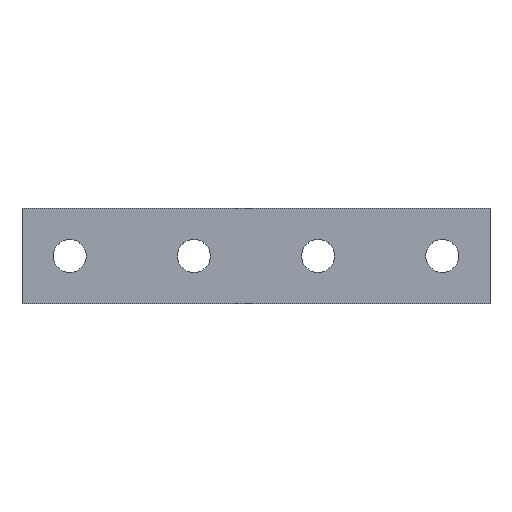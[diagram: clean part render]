
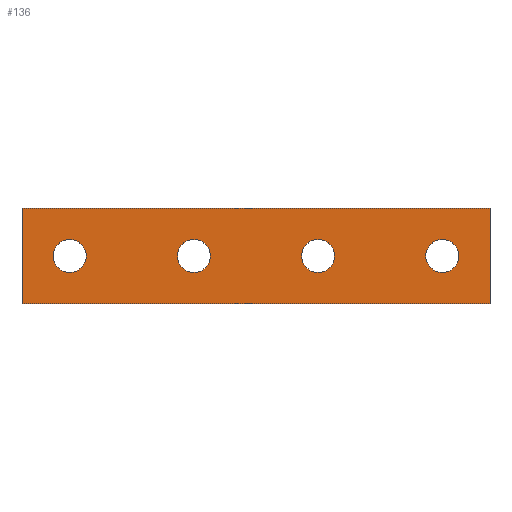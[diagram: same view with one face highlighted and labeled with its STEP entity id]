
A CAD part, top view. The second image highlights one B-rep face of the part: STEP entity #136.
In plain terms, the highlighted planar face has unit normal (0, 0, 1).
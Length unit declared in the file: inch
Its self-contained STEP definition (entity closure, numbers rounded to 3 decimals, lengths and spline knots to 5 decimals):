
#136=ADVANCED_FACE('',(#263,#264,#265,#266,#267),#268,.T.);
#263=FACE_BOUND('',#549,.T.);
#264=FACE_BOUND('',#550,.T.);
#265=FACE_BOUND('',#551,.T.);
#266=FACE_BOUND('',#552,.T.);
#267=FACE_OUTER_BOUND('',#553,.T.);
#268=PLANE('',#554);
#549=EDGE_LOOP('',(#764,#765,#766,#767));
#550=EDGE_LOOP('',(#768,#769,#770,#771));
#551=EDGE_LOOP('',(#772,#773,#774,#775));
#552=EDGE_LOOP('',(#776,#777,#778,#779));
#553=EDGE_LOOP('',(#780,#781,#782,#783));
#554=AXIS2_PLACEMENT_3D('',#784,#785,#786);
#764=ORIENTED_EDGE('',*,*,#863,.F.);
#765=ORIENTED_EDGE('',*,*,#881,.F.);
#766=ORIENTED_EDGE('',*,*,#855,.F.);
#767=ORIENTED_EDGE('',*,*,#879,.F.);
#768=ORIENTED_EDGE('',*,*,#814,.F.);
#769=ORIENTED_EDGE('',*,*,#883,.F.);
#770=ORIENTED_EDGE('',*,*,#886,.F.);
#771=ORIENTED_EDGE('',*,*,#887,.F.);
#772=ORIENTED_EDGE('',*,*,#837,.F.);
#773=ORIENTED_EDGE('',*,*,#819,.F.);
#774=ORIENTED_EDGE('',*,*,#834,.F.);
#775=ORIENTED_EDGE('',*,*,#824,.F.);
#776=ORIENTED_EDGE('',*,*,#829,.F.);
#777=ORIENTED_EDGE('',*,*,#877,.F.);
#778=ORIENTED_EDGE('',*,*,#859,.F.);
#779=ORIENTED_EDGE('',*,*,#888,.F.);
#780=ORIENTED_EDGE('',*,*,#874,.F.);
#781=ORIENTED_EDGE('',*,*,#867,.F.);
#782=ORIENTED_EDGE('',*,*,#871,.F.);
#783=ORIENTED_EDGE('',*,*,#889,.F.);
#784=CARTESIAN_POINT('',(2.,0.40625,0.125));
#785=DIRECTION('',(0.0,0.0,1.0));
#786=DIRECTION('',(1.0,0.0,0.0));
#814=EDGE_CURVE('',#897,#898,#899,.T.);
#819=EDGE_CURVE('',#906,#907,#908,.T.);
#824=EDGE_CURVE('',#915,#916,#917,.T.);
#829=EDGE_CURVE('',#924,#925,#926,.T.);
#834=EDGE_CURVE('',#916,#906,#933,.T.);
#837=EDGE_CURVE('',#907,#915,#936,.T.);
#855=EDGE_CURVE('',#966,#967,#968,.T.);
#859=EDGE_CURVE('',#972,#973,#974,.T.);
#863=EDGE_CURVE('',#978,#979,#980,.T.);
#867=EDGE_CURVE('',#984,#985,#986,.T.);
#871=EDGE_CURVE('',#990,#984,#991,.T.);
#874=EDGE_CURVE('',#985,#994,#995,.T.);
#877=EDGE_CURVE('',#973,#924,#998,.T.);
#879=EDGE_CURVE('',#979,#966,#1000,.T.);
#881=EDGE_CURVE('',#967,#978,#1002,.T.);
#883=EDGE_CURVE('',#1004,#897,#1005,.T.);
#886=EDGE_CURVE('',#1008,#1004,#1009,.T.);
#887=EDGE_CURVE('',#898,#1008,#1010,.T.);
#888=EDGE_CURVE('',#925,#972,#1011,.T.);
#889=EDGE_CURVE('',#994,#990,#1012,.T.);
#897=VERTEX_POINT('',#1020);
#898=VERTEX_POINT('',#1021);
#899=B_SPLINE_CURVE_WITH_KNOTS('',3,(#1022,#1023,#1024,#1025),.UNSPECIFIED.,.F.,.F.,(4,4),(0.0,1.0),.UNSPECIFIED.);
#906=VERTEX_POINT('',#1037);
#907=VERTEX_POINT('',#1038);
#908=B_SPLINE_CURVE_WITH_KNOTS('',3,(#1039,#1040,#1041,#1042),.UNSPECIFIED.,.F.,.F.,(4,4),(0.0,1.0),.UNSPECIFIED.);
#915=VERTEX_POINT('',#1054);
#916=VERTEX_POINT('',#1055);
#917=B_SPLINE_CURVE_WITH_KNOTS('',3,(#1056,#1057,#1058,#1059),.UNSPECIFIED.,.F.,.F.,(4,4),(0.0,1.0),.UNSPECIFIED.);
#924=VERTEX_POINT('',#1071);
#925=VERTEX_POINT('',#1072);
#926=B_SPLINE_CURVE_WITH_KNOTS('',3,(#1073,#1074,#1075,#1076),.UNSPECIFIED.,.F.,.F.,(4,4),(0.0,1.0),.UNSPECIFIED.);
#933=B_SPLINE_CURVE_WITH_KNOTS('',3,(#1088,#1089,#1090,#1091),.UNSPECIFIED.,.F.,.F.,(4,4),(0.0,1.0),.UNSPECIFIED.);
#936=B_SPLINE_CURVE_WITH_KNOTS('',3,(#1097,#1098,#1099,#1100),.UNSPECIFIED.,.F.,.F.,(4,4),(0.0,1.0),.UNSPECIFIED.);
#966=VERTEX_POINT('',#1167);
#967=VERTEX_POINT('',#1168);
#968=B_SPLINE_CURVE_WITH_KNOTS('',3,(#1169,#1170,#1171,#1172),.UNSPECIFIED.,.F.,.F.,(4,4),(0.0,1.0),.UNSPECIFIED.);
#972=VERTEX_POINT('',#1178);
#973=VERTEX_POINT('',#1179);
#974=B_SPLINE_CURVE_WITH_KNOTS('',3,(#1180,#1181,#1182,#1183),.UNSPECIFIED.,.F.,.F.,(4,4),(0.0,1.0),.UNSPECIFIED.);
#978=VERTEX_POINT('',#1189);
#979=VERTEX_POINT('',#1190);
#980=B_SPLINE_CURVE_WITH_KNOTS('',3,(#1191,#1192,#1193,#1194),.UNSPECIFIED.,.F.,.F.,(4,4),(0.0,1.0),.UNSPECIFIED.);
#984=VERTEX_POINT('',#1200);
#985=VERTEX_POINT('',#1201);
#986=LINE('',#1202,#1203);
#990=VERTEX_POINT('',#1209);
#991=LINE('',#1210,#1211);
#994=VERTEX_POINT('',#1215);
#995=LINE('',#1216,#1217);
#998=B_SPLINE_CURVE_WITH_KNOTS('',3,(#1221,#1222,#1223,#1224),.UNSPECIFIED.,.F.,.F.,(4,4),(0.0,1.0),.UNSPECIFIED.);
#1000=B_SPLINE_CURVE_WITH_KNOTS('',3,(#1226,#1227,#1228,#1229),.UNSPECIFIED.,.F.,.F.,(4,4),(0.0,1.0),.UNSPECIFIED.);
#1002=B_SPLINE_CURVE_WITH_KNOTS('',3,(#1231,#1232,#1233,#1234),.UNSPECIFIED.,.F.,.F.,(4,4),(0.0,1.0),.UNSPECIFIED.);
#1004=VERTEX_POINT('',#1236);
#1005=B_SPLINE_CURVE_WITH_KNOTS('',3,(#1237,#1238,#1239,#1240),.UNSPECIFIED.,.F.,.F.,(4,4),(0.0,1.0),.UNSPECIFIED.);
#1008=VERTEX_POINT('',#1244);
#1009=B_SPLINE_CURVE_WITH_KNOTS('',3,(#1245,#1246,#1247,#1248),.UNSPECIFIED.,.F.,.F.,(4,4),(0.0,1.0),.UNSPECIFIED.);
#1010=B_SPLINE_CURVE_WITH_KNOTS('',3,(#1249,#1250,#1251,#1252),.UNSPECIFIED.,.F.,.F.,(4,4),(0.0,1.0),.UNSPECIFIED.);
#1011=B_SPLINE_CURVE_WITH_KNOTS('',3,(#1253,#1254,#1255,#1256),.UNSPECIFIED.,.F.,.F.,(4,4),(0.0,1.0),.UNSPECIFIED.);
#1012=LINE('',#1257,#1258);
#1020=CARTESIAN_POINT('',(0.54855,0.40625,0.125));
#1021=CARTESIAN_POINT('',(0.40809,0.54671,0.125));
#1022=CARTESIAN_POINT('',(0.54855,0.40625,0.125));
#1023=CARTESIAN_POINT('',(0.54855,0.48382,0.125));
#1024=CARTESIAN_POINT('',(0.48566,0.54671,0.125));
#1025=CARTESIAN_POINT('',(0.40809,0.54671,0.125));
#1037=CARTESIAN_POINT('',(1.46937,0.26579,0.125));
#1038=CARTESIAN_POINT('',(1.60982,0.40625,0.125));
#1039=CARTESIAN_POINT('',(1.46937,0.26579,0.125));
#1040=CARTESIAN_POINT('',(1.54694,0.26579,0.125));
#1041=CARTESIAN_POINT('',(1.60982,0.32868,0.125));
#1042=CARTESIAN_POINT('',(1.60982,0.40625,0.125));
#1054=CARTESIAN_POINT('',(1.46937,0.54671,0.125));
#1055=CARTESIAN_POINT('',(1.3289,0.40625,0.125));
#1056=CARTESIAN_POINT('',(1.46937,0.54671,0.125));
#1057=CARTESIAN_POINT('',(1.39179,0.54671,0.125));
#1058=CARTESIAN_POINT('',(1.3289,0.48382,0.125));
#1059=CARTESIAN_POINT('',(1.3289,0.40625,0.125));
#1071=CARTESIAN_POINT('',(3.73237,0.40625,0.125));
#1072=CARTESIAN_POINT('',(3.59194,0.54671,0.125));
#1073=CARTESIAN_POINT('',(3.73237,0.40625,0.125));
#1074=CARTESIAN_POINT('',(3.73237,0.48382,0.125));
#1075=CARTESIAN_POINT('',(3.66949,0.54671,0.125));
#1076=CARTESIAN_POINT('',(3.59194,0.54671,0.125));
#1088=CARTESIAN_POINT('',(1.3289,0.40625,0.125));
#1089=CARTESIAN_POINT('',(1.3289,0.32868,0.125));
#1090=CARTESIAN_POINT('',(1.39179,0.26579,0.125));
#1091=CARTESIAN_POINT('',(1.46937,0.26579,0.125));
#1097=CARTESIAN_POINT('',(1.60982,0.40625,0.125));
#1098=CARTESIAN_POINT('',(1.60982,0.48382,0.125));
#1099=CARTESIAN_POINT('',(1.54694,0.54671,0.125));
#1100=CARTESIAN_POINT('',(1.46937,0.54671,0.125));
#1167=CARTESIAN_POINT('',(2.39017,0.40625,0.125));
#1168=CARTESIAN_POINT('',(2.53063,0.26579,0.125));
#1169=CARTESIAN_POINT('',(2.39017,0.40625,0.125));
#1170=CARTESIAN_POINT('',(2.39017,0.32868,0.125));
#1171=CARTESIAN_POINT('',(2.45308,0.26579,0.125));
#1172=CARTESIAN_POINT('',(2.53063,0.26579,0.125));
#1178=CARTESIAN_POINT('',(3.45145,0.40625,0.125));
#1179=CARTESIAN_POINT('',(3.59194,0.26579,0.125));
#1180=CARTESIAN_POINT('',(3.45145,0.40625,0.125));
#1181=CARTESIAN_POINT('',(3.45145,0.32868,0.125));
#1182=CARTESIAN_POINT('',(3.51436,0.26579,0.125));
#1183=CARTESIAN_POINT('',(3.59194,0.26579,0.125));
#1189=CARTESIAN_POINT('',(2.67109,0.40625,0.125));
#1190=CARTESIAN_POINT('',(2.53063,0.54671,0.125));
#1191=CARTESIAN_POINT('',(2.67109,0.40625,0.125));
#1192=CARTESIAN_POINT('',(2.67109,0.48382,0.125));
#1193=CARTESIAN_POINT('',(2.60822,0.54671,0.125));
#1194=CARTESIAN_POINT('',(2.53063,0.54671,0.125));
#1200=CARTESIAN_POINT('',(4.00001,0.8125,0.125));
#1201=CARTESIAN_POINT('',(4.00001,0.0,0.125));
#1202=CARTESIAN_POINT('',(4.00001,0.8125,0.125));
#1203=VECTOR('',#1284,1.0);
#1209=CARTESIAN_POINT('',(0.0,0.8125,0.125));
#1210=CARTESIAN_POINT('',(0.0,0.8125,0.125));
#1211=VECTOR('',#1287,1.0);
#1215=CARTESIAN_POINT('',(0.0,0.0,0.125));
#1216=CARTESIAN_POINT('',(4.00001,0.0,0.125));
#1217=VECTOR('',#1289,1.0);
#1221=CARTESIAN_POINT('',(3.59194,0.26579,0.125));
#1222=CARTESIAN_POINT('',(3.66949,0.26579,0.125));
#1223=CARTESIAN_POINT('',(3.73237,0.32868,0.125));
#1224=CARTESIAN_POINT('',(3.73237,0.40625,0.125));
#1226=CARTESIAN_POINT('',(2.53063,0.54671,0.125));
#1227=CARTESIAN_POINT('',(2.45308,0.54671,0.125));
#1228=CARTESIAN_POINT('',(2.39017,0.48382,0.125));
#1229=CARTESIAN_POINT('',(2.39017,0.40625,0.125));
#1231=CARTESIAN_POINT('',(2.53063,0.26579,0.125));
#1232=CARTESIAN_POINT('',(2.60822,0.26579,0.125));
#1233=CARTESIAN_POINT('',(2.67109,0.32868,0.125));
#1234=CARTESIAN_POINT('',(2.67109,0.40625,0.125));
#1236=CARTESIAN_POINT('',(0.40809,0.26579,0.125));
#1237=CARTESIAN_POINT('',(0.40809,0.26579,0.125));
#1238=CARTESIAN_POINT('',(0.48566,0.26579,0.125));
#1239=CARTESIAN_POINT('',(0.54855,0.32868,0.125));
#1240=CARTESIAN_POINT('',(0.54855,0.40625,0.125));
#1244=CARTESIAN_POINT('',(0.26763,0.40625,0.125));
#1245=CARTESIAN_POINT('',(0.26763,0.40625,0.125));
#1246=CARTESIAN_POINT('',(0.26763,0.32868,0.125));
#1247=CARTESIAN_POINT('',(0.33051,0.26579,0.125));
#1248=CARTESIAN_POINT('',(0.40809,0.26579,0.125));
#1249=CARTESIAN_POINT('',(0.40809,0.54671,0.125));
#1250=CARTESIAN_POINT('',(0.33051,0.54671,0.125));
#1251=CARTESIAN_POINT('',(0.26763,0.48382,0.125));
#1252=CARTESIAN_POINT('',(0.26763,0.40625,0.125));
#1253=CARTESIAN_POINT('',(3.59194,0.54671,0.125));
#1254=CARTESIAN_POINT('',(3.51436,0.54671,0.125));
#1255=CARTESIAN_POINT('',(3.45145,0.48382,0.125));
#1256=CARTESIAN_POINT('',(3.45145,0.40625,0.125));
#1257=CARTESIAN_POINT('',(0.0,0.0,0.125));
#1258=VECTOR('',#1292,1.0);
#1284=DIRECTION('',(0.0,-1.0,0.0));
#1287=DIRECTION('',(1.0,0.0,0.0));
#1289=DIRECTION('',(-1.0,0.0,0.0));
#1292=DIRECTION('',(0.0,1.0,0.0));
